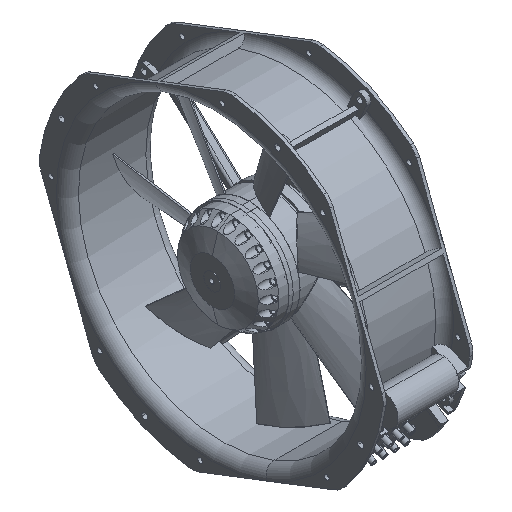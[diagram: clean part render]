
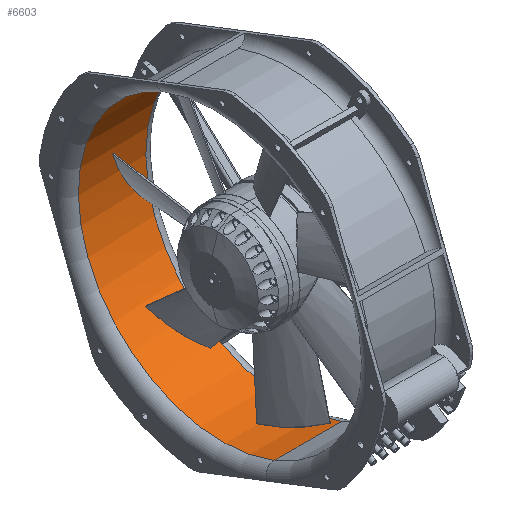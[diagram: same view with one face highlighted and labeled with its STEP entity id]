
A CAD part, isometric view. The second image highlights one B-rep face of the part: STEP entity #6603.
In plain terms, the highlighted cylindrical face has radius 130 mm (diameter 260 mm), a partial arc.
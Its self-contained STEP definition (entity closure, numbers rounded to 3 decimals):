
#1172=CARTESIAN_POINT('',(7.25,0.,0.));
#1173=DIRECTION('',(1.,0.,0.));
#1174=DIRECTION('',(0.,-0.783,-0.621));
#1175=AXIS2_PLACEMENT_3D('',#1172,#1173,#1174);
#1195=CARTESIAN_POINT('',(7.25,0.,0.));
#1196=DIRECTION('',(1.,0.,0.));
#1197=DIRECTION('',(0.,-0.621,0.783));
#1198=AXIS2_PLACEMENT_3D('',#1195,#1196,#1197);
#1293=CARTESIAN_POINT('',(7.25,0.,0.));
#1294=DIRECTION('',(1.,0.,0.));
#1295=DIRECTION('',(0.,-0.767,-0.642));
#1296=AXIS2_PLACEMENT_3D('',#1293,#1294,#1295);
#1382=DIRECTION('',(1.,0.,0.));
#1383=VECTOR('',#1382,60.9);
#1384=CARTESIAN_POINT('',(7.25,0.,-130.));
#1385=LINE('',#1384,#1383);
#1386=DIRECTION('',(1.,0.,0.));
#1387=VECTOR('',#1386,60.9);
#1388=CARTESIAN_POINT('',(7.25,0.,130.));
#1389=LINE('',#1388,#1387);
#1395=CARTESIAN_POINT('',(68.15,0.,0.));
#1396=DIRECTION('',(-1.,0.,0.));
#1397=DIRECTION('',(0.,0.,-1.));
#1398=AXIS2_PLACEMENT_3D('',#1395,#1396,#1397);
#3122=CARTESIAN_POINT('',(7.25,0.,0.));
#3123=DIRECTION('',(1.,0.,0.));
#3124=DIRECTION('',(0.,0.,1.));
#3125=AXIS2_PLACEMENT_3D('',#3122,#3123,#3124);
#3262=CARTESIAN_POINT('',(7.25,0.,0.));
#3263=DIRECTION('',(1.,0.,0.));
#3264=DIRECTION('',(0.,-0.642,0.767));
#3265=AXIS2_PLACEMENT_3D('',#3262,#3263,#3264);
#3394=CARTESIAN_POINT('',(7.25,-99.648,-83.488));
#4264=VERTEX_POINT('',#3394);
#4438=CARTESIAN_POINT('',(7.25,-101.855,-80.782));
#4439=VERTEX_POINT('',#4438);
#4477=CARTESIAN_POINT('',(7.25,0.,130.));
#4478=CARTESIAN_POINT('',(68.15,0.,130.));
#4479=VERTEX_POINT('',#4477);
#4480=VERTEX_POINT('',#4478);
#4565=CARTESIAN_POINT('',(7.25,-80.782,101.855));
#4566=VERTEX_POINT('',#4565);
#4850=CARTESIAN_POINT('',(7.25,0.,-130.));
#4852=VERTEX_POINT('',#4850);
#5045=CARTESIAN_POINT('',(68.15,0.,-130.));
#5046=VERTEX_POINT('',#5045);
#5169=CARTESIAN_POINT('',(7.25,-83.488,99.648));
#5170=VERTEX_POINT('',#5169);
#6585=CARTESIAN_POINT('',(75.4,0.,0.));
#6586=DIRECTION('',(-1.,0.,0.));
#6587=DIRECTION('',(0.,0.,1.));
#6588=AXIS2_PLACEMENT_3D('',#6585,#6586,#6587);
#6589=CYLINDRICAL_SURFACE('',#6588,130.);
#6591=ORIENTED_EDGE('',*,*,#6590,.T.);
#6592=ORIENTED_EDGE('',*,*,#6578,.F.);
#6594=ORIENTED_EDGE('',*,*,#6593,.T.);
#6595=ORIENTED_EDGE('',*,*,#6380,.T.);
#6597=ORIENTED_EDGE('',*,*,#6596,.T.);
#6598=ORIENTED_EDGE('',*,*,#6370,.T.);
#6599=ORIENTED_EDGE('',*,*,#6474,.T.);
#6600=ORIENTED_EDGE('',*,*,#6570,.T.);
#6601=EDGE_LOOP('',(#6591,#6592,#6594,#6595,#6597,#6598,#6599,#6600));
#6602=FACE_OUTER_BOUND('',#6601,.F.);
#6603=ADVANCED_FACE('',(#6602),#6589,.F.);
#1176=CIRCLE('',#1175,130.);
#1199=CIRCLE('',#1198,130.);
#1297=CIRCLE('',#1296,130.);
#1399=CIRCLE('',#1398,130.);
#3126=CIRCLE('',#3125,130.);
#3266=CIRCLE('',#3265,130.);
#6370=EDGE_CURVE('',#4439,#4264,#1176,.T.);
#6380=EDGE_CURVE('',#4566,#5170,#1199,.T.);
#6474=EDGE_CURVE('',#4264,#4852,#1297,.T.);
#6570=EDGE_CURVE('',#4852,#5046,#1385,.T.);
#6578=EDGE_CURVE('',#4479,#4480,#1389,.T.);
#6590=EDGE_CURVE('',#5046,#4480,#1399,.T.);
#6593=EDGE_CURVE('',#4479,#4566,#3126,.T.);
#6596=EDGE_CURVE('',#5170,#4439,#3266,.T.);
